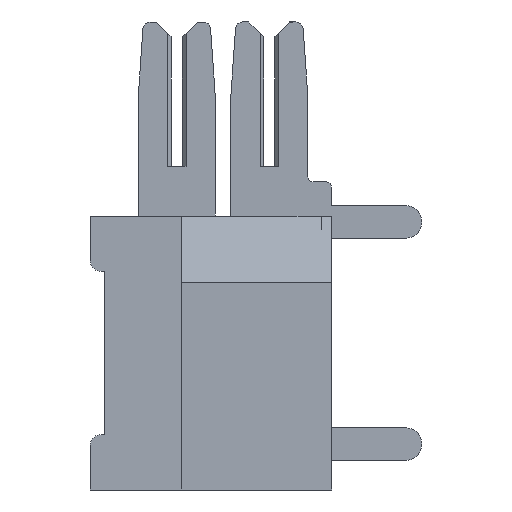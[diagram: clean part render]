
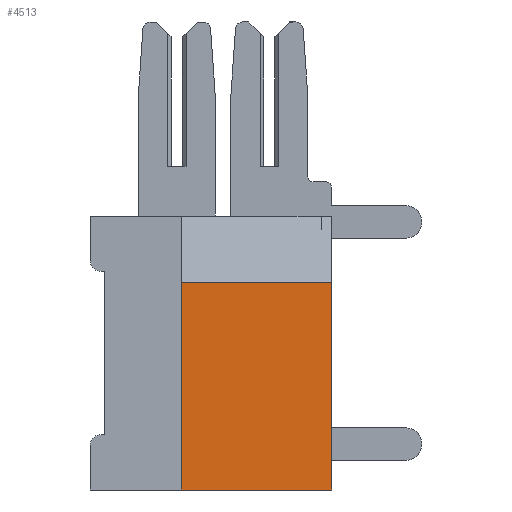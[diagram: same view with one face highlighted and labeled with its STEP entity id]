
A CAD part, left-side view. The second image highlights one B-rep face of the part: STEP entity #4513.
In plain terms, the highlighted planar face has unit normal (-1, 0, 0).
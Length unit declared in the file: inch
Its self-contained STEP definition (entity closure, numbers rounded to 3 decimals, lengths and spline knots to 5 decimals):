
#803 = DIRECTION ( 'NONE',  ( 1., 0., 0. ) ) ;
#1673 = VERTEX_POINT ( 'NONE', #10923 ) ;
#1834 = VECTOR ( 'NONE', #4275, 39.37008 ) ;
#2086 = CARTESIAN_POINT ( 'NONE',  ( 0., 0., -0.09 ) ) ;
#2127 = LINE ( 'NONE', #5752, #3482 ) ;
#2596 = VERTEX_POINT ( 'NONE', #2804 ) ;
#2802 = VERTEX_POINT ( 'NONE', #2086 ) ;
#2804 = CARTESIAN_POINT ( 'NONE',  ( 0., 0., -0.37 ) ) ;
#3464 = EDGE_LOOP ( 'NONE', ( #3720, #11717, #8775, #8734 ) ) ;
#3482 = VECTOR ( 'NONE', #10490, 39.37008 ) ;
#3554 = CARTESIAN_POINT ( 'NONE',  ( 0., 0.326, 0. ) ) ;
#3597 = DIRECTION ( 'NONE',  ( 0., 0., -1. ) ) ;
#3720 = ORIENTED_EDGE ( 'NONE', *, *, #6640, .T. ) ;
#3726 = VECTOR ( 'NONE', #11147, 39.37008 ) ;
#4275 = DIRECTION ( 'NONE',  ( 0., 0., 1. ) ) ;
#4513 = ADVANCED_FACE ( 'NONE', ( #12306 ), #9300, .F. ) ;
#5310 = CARTESIAN_POINT ( 'NONE',  ( 0., 0., -0.09 ) ) ;
#5490 = AXIS2_PLACEMENT_3D ( 'NONE', #3554, #803, #3597 ) ;
#5569 = VECTOR ( 'NONE', #9125, 39.37008 ) ;
#5752 = CARTESIAN_POINT ( 'NONE',  ( 0., 0., 0. ) ) ;
#5954 = LINE ( 'NONE', #9153, #3726 ) ;
#6640 = EDGE_CURVE ( 'NONE', #2596, #2802, #2127, .T. ) ;
#7190 = LINE ( 'NONE', #5310, #5569 ) ;
#7948 = LINE ( 'NONE', #8064, #1834 ) ;
#8064 = CARTESIAN_POINT ( 'NONE',  ( 0., 0.203, -0.37 ) ) ;
#8442 = EDGE_CURVE ( 'NONE', #8495, #2596, #5954, .T. ) ;
#8495 = VERTEX_POINT ( 'NONE', #11976 ) ;
#8734 = ORIENTED_EDGE ( 'NONE', *, *, #8442, .T. ) ;
#8775 = ORIENTED_EDGE ( 'NONE', *, *, #8905, .F. ) ;
#8905 = EDGE_CURVE ( 'NONE', #8495, #1673, #7948, .T. ) ;
#9125 = DIRECTION ( 'NONE',  ( 0., 1., 0. ) ) ;
#9153 = CARTESIAN_POINT ( 'NONE',  ( 0., 0.326, -0.37 ) ) ;
#9269 = EDGE_CURVE ( 'NONE', #2802, #1673, #7190, .T. ) ;
#9300 = PLANE ( 'NONE',  #5490 ) ;
#10490 = DIRECTION ( 'NONE',  ( 0., 0., 1. ) ) ;
#10923 = CARTESIAN_POINT ( 'NONE',  ( 0., 0.203, -0.09 ) ) ;
#11147 = DIRECTION ( 'NONE',  ( 0., -1., 0. ) ) ;
#11717 = ORIENTED_EDGE ( 'NONE', *, *, #9269, .T. ) ;
#11976 = CARTESIAN_POINT ( 'NONE',  ( 0., 0.203, -0.37 ) ) ;
#12306 = FACE_OUTER_BOUND ( 'NONE', #3464, .T. ) ;
